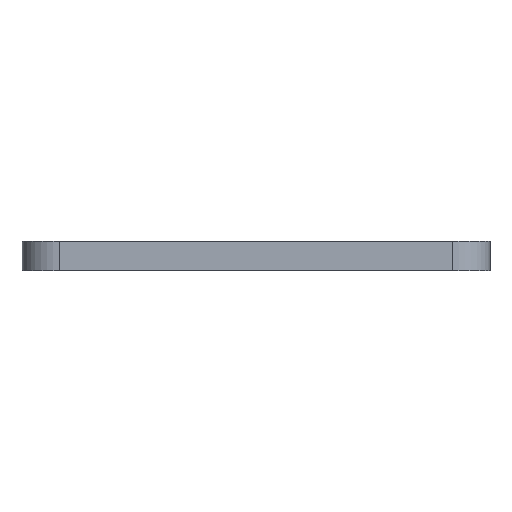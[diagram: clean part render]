
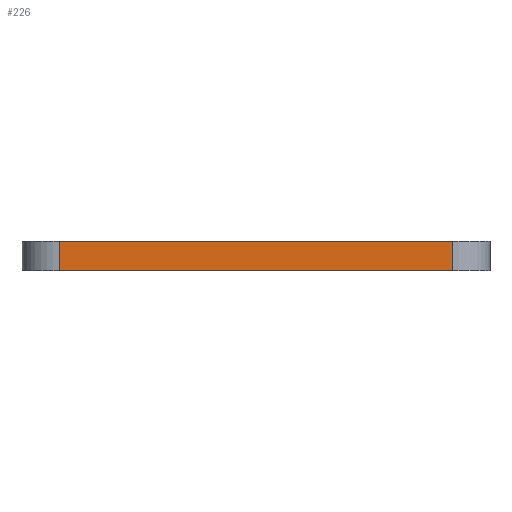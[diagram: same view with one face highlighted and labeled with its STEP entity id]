
A CAD part, left-side view. The second image highlights one B-rep face of the part: STEP entity #226.
In plain terms, the highlighted planar face has unit normal (-1, 0, 0).
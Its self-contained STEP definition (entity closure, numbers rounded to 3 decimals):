
#43 = CYLINDRICAL_SURFACE('',#44,2.);
#44 = AXIS2_PLACEMENT_3D('',#45,#46,#47);
#45 = CARTESIAN_POINT('',(120.389,-88.677,0.));
#46 = DIRECTION('',(-0.,-0.,-1.));
#47 = DIRECTION('',(1.,0.,-0.));
#68 = VERTEX_POINT('',#69);
#69 = CARTESIAN_POINT('',(118.389,-88.677,1.6));
#84 = PLANE('',#85);
#85 = AXIS2_PLACEMENT_3D('',#86,#87,#88);
#86 = CARTESIAN_POINT('',(138.188,-99.177,1.6));
#87 = DIRECTION('',(0.,0.,1.));
#88 = DIRECTION('',(1.,0.,-0.));
#96 = EDGE_CURVE('',#97,#68,#99,.T.);
#97 = VERTEX_POINT('',#98);
#98 = CARTESIAN_POINT('',(118.389,-88.677,0.));
#99 = SURFACE_CURVE('',#100,(#104,#111),.PCURVE_S1.);
#100 = LINE('',#101,#102);
#101 = CARTESIAN_POINT('',(118.389,-88.677,0.));
#102 = VECTOR('',#103,1.);
#103 = DIRECTION('',(0.,0.,1.));
#104 = PCURVE('',#43,#105);
#105 = DEFINITIONAL_REPRESENTATION('',(#106),#110);
#106 = LINE('',#107,#108);
#107 = CARTESIAN_POINT('',(-3.142,0.));
#108 = VECTOR('',#109,1.);
#109 = DIRECTION('',(-0.,-1.));
#110 = ( GEOMETRIC_REPRESENTATION_CONTEXT(2) 
PARAMETRIC_REPRESENTATION_CONTEXT() REPRESENTATION_CONTEXT('2D SPACE',''
  ) );
#111 = PCURVE('',#112,#117);
#112 = PLANE('',#113);
#113 = AXIS2_PLACEMENT_3D('',#114,#115,#116);
#114 = CARTESIAN_POINT('',(118.389,-88.677,0.));
#115 = DIRECTION('',(1.,0.,-0.));
#116 = DIRECTION('',(0.,-1.,0.));
#117 = DEFINITIONAL_REPRESENTATION('',(#118),#122);
#118 = LINE('',#119,#120);
#119 = CARTESIAN_POINT('',(0.,0.));
#120 = VECTOR('',#121,1.);
#121 = DIRECTION('',(0.,-1.));
#122 = ( GEOMETRIC_REPRESENTATION_CONTEXT(2) 
PARAMETRIC_REPRESENTATION_CONTEXT() REPRESENTATION_CONTEXT('2D SPACE',''
  ) );
#139 = PLANE('',#140);
#140 = AXIS2_PLACEMENT_3D('',#141,#142,#143);
#141 = CARTESIAN_POINT('',(138.188,-99.177,0.));
#142 = DIRECTION('',(0.,0.,1.));
#143 = DIRECTION('',(1.,0.,-0.));
#226 = ADVANCED_FACE('',(#227),#112,.F.);
#227 = FACE_BOUND('',#228,.F.);
#228 = EDGE_LOOP('',(#229,#230,#253,#281));
#229 = ORIENTED_EDGE('',*,*,#96,.T.);
#230 = ORIENTED_EDGE('',*,*,#231,.T.);
#231 = EDGE_CURVE('',#68,#232,#234,.T.);
#232 = VERTEX_POINT('',#233);
#233 = CARTESIAN_POINT('',(118.389,-109.677,1.6));
#234 = SURFACE_CURVE('',#235,(#239,#246),.PCURVE_S1.);
#235 = LINE('',#236,#237);
#236 = CARTESIAN_POINT('',(118.389,-88.677,1.6));
#237 = VECTOR('',#238,1.);
#238 = DIRECTION('',(0.,-1.,0.));
#239 = PCURVE('',#112,#240);
#240 = DEFINITIONAL_REPRESENTATION('',(#241),#245);
#241 = LINE('',#242,#243);
#242 = CARTESIAN_POINT('',(0.,-1.6));
#243 = VECTOR('',#244,1.);
#244 = DIRECTION('',(1.,0.));
#245 = ( GEOMETRIC_REPRESENTATION_CONTEXT(2) 
PARAMETRIC_REPRESENTATION_CONTEXT() REPRESENTATION_CONTEXT('2D SPACE',''
  ) );
#246 = PCURVE('',#84,#247);
#247 = DEFINITIONAL_REPRESENTATION('',(#248),#252);
#248 = LINE('',#249,#250);
#249 = CARTESIAN_POINT('',(-19.799,10.5));
#250 = VECTOR('',#251,1.);
#251 = DIRECTION('',(0.,-1.));
#252 = ( GEOMETRIC_REPRESENTATION_CONTEXT(2) 
PARAMETRIC_REPRESENTATION_CONTEXT() REPRESENTATION_CONTEXT('2D SPACE',''
  ) );
#253 = ORIENTED_EDGE('',*,*,#254,.F.);
#254 = EDGE_CURVE('',#255,#232,#257,.T.);
#255 = VERTEX_POINT('',#256);
#256 = CARTESIAN_POINT('',(118.389,-109.677,0.));
#257 = SURFACE_CURVE('',#258,(#262,#269),.PCURVE_S1.);
#258 = LINE('',#259,#260);
#259 = CARTESIAN_POINT('',(118.389,-109.677,0.));
#260 = VECTOR('',#261,1.);
#261 = DIRECTION('',(0.,0.,1.));
#262 = PCURVE('',#112,#263);
#263 = DEFINITIONAL_REPRESENTATION('',(#264),#268);
#264 = LINE('',#265,#266);
#265 = CARTESIAN_POINT('',(21.,0.));
#266 = VECTOR('',#267,1.);
#267 = DIRECTION('',(0.,-1.));
#268 = ( GEOMETRIC_REPRESENTATION_CONTEXT(2) 
PARAMETRIC_REPRESENTATION_CONTEXT() REPRESENTATION_CONTEXT('2D SPACE',''
  ) );
#269 = PCURVE('',#270,#275);
#270 = CYLINDRICAL_SURFACE('',#271,2.);
#271 = AXIS2_PLACEMENT_3D('',#272,#273,#274);
#272 = CARTESIAN_POINT('',(120.389,-109.677,0.));
#273 = DIRECTION('',(-0.,-0.,-1.));
#274 = DIRECTION('',(1.,0.,-0.));
#275 = DEFINITIONAL_REPRESENTATION('',(#276),#280);
#276 = LINE('',#277,#278);
#277 = CARTESIAN_POINT('',(-3.142,0.));
#278 = VECTOR('',#279,1.);
#279 = DIRECTION('',(-0.,-1.));
#280 = ( GEOMETRIC_REPRESENTATION_CONTEXT(2) 
PARAMETRIC_REPRESENTATION_CONTEXT() REPRESENTATION_CONTEXT('2D SPACE',''
  ) );
#281 = ORIENTED_EDGE('',*,*,#282,.F.);
#282 = EDGE_CURVE('',#97,#255,#283,.T.);
#283 = SURFACE_CURVE('',#284,(#288,#295),.PCURVE_S1.);
#284 = LINE('',#285,#286);
#285 = CARTESIAN_POINT('',(118.389,-88.677,0.));
#286 = VECTOR('',#287,1.);
#287 = DIRECTION('',(0.,-1.,0.));
#288 = PCURVE('',#112,#289);
#289 = DEFINITIONAL_REPRESENTATION('',(#290),#294);
#290 = LINE('',#291,#292);
#291 = CARTESIAN_POINT('',(0.,0.));
#292 = VECTOR('',#293,1.);
#293 = DIRECTION('',(1.,0.));
#294 = ( GEOMETRIC_REPRESENTATION_CONTEXT(2) 
PARAMETRIC_REPRESENTATION_CONTEXT() REPRESENTATION_CONTEXT('2D SPACE',''
  ) );
#295 = PCURVE('',#139,#296);
#296 = DEFINITIONAL_REPRESENTATION('',(#297),#301);
#297 = LINE('',#298,#299);
#298 = CARTESIAN_POINT('',(-19.799,10.5));
#299 = VECTOR('',#300,1.);
#300 = DIRECTION('',(0.,-1.));
#301 = ( GEOMETRIC_REPRESENTATION_CONTEXT(2) 
PARAMETRIC_REPRESENTATION_CONTEXT() REPRESENTATION_CONTEXT('2D SPACE',''
  ) );
